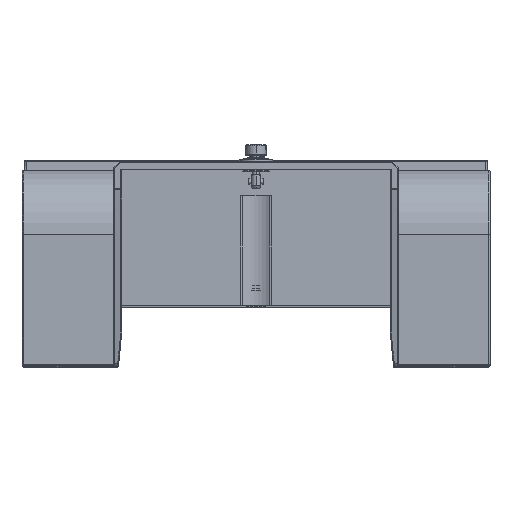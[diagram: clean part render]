
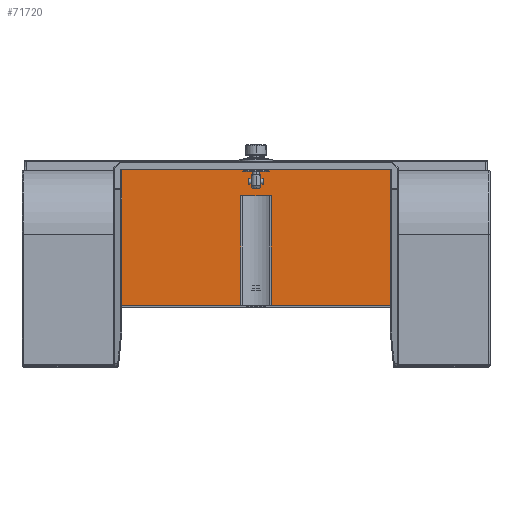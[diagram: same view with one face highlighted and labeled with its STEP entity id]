
A CAD part, top view. The second image highlights one B-rep face of the part: STEP entity #71720.
In plain terms, the highlighted planar face has unit normal (0, 0, 1).
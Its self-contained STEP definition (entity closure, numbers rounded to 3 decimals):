
#11758=DIRECTION('',(0.,-1.,0.));
#11759=VECTOR('',#11758,40.8);
#11760=CARTESIAN_POINT('',(40.3,-2.35,130.));
#11761=LINE('',#11760,#11759);
#12072=DIRECTION('',(-1.,0.,0.));
#12073=VECTOR('',#12072,35.782);
#12074=CARTESIAN_POINT('',(-4.518,-43.15,130.));
#12075=LINE('',#12074,#12073);
#12076=DIRECTION('',(-1.,0.,0.));
#12077=VECTOR('',#12076,35.782);
#12078=CARTESIAN_POINT('',(40.3,-43.15,130.));
#12079=LINE('',#12078,#12077);
#12080=DIRECTION('',(0.,-1.,0.));
#12081=VECTOR('',#12080,32.8);
#12082=CARTESIAN_POINT('',(4.518,-10.35,130.));
#12083=LINE('',#12082,#12081);
#12084=DIRECTION('',(0.,1.,0.));
#12085=VECTOR('',#12084,32.8);
#12086=CARTESIAN_POINT('',(-4.518,-43.15,130.));
#12087=LINE('',#12086,#12085);
#12088=DIRECTION('',(0.,-1.,0.));
#12089=VECTOR('',#12088,40.8);
#12090=CARTESIAN_POINT('',(-40.3,-2.35,130.));
#12091=LINE('',#12090,#12089);
#21604=DIRECTION('',(1.,0.,0.));
#21605=VECTOR('',#21604,80.6);
#21606=CARTESIAN_POINT('',(-40.3,-2.35,130.));
#21607=LINE('',#21606,#21605);
#38512=DIRECTION('',(1.,0.,0.));
#38513=VECTOR('',#38512,9.035);
#38514=CARTESIAN_POINT('',(-4.518,-10.35,130.));
#38515=LINE('',#38514,#38513);
#56627=CARTESIAN_POINT('',(-40.3,-2.35,130.));
#56628=CARTESIAN_POINT('',(40.3,-2.35,130.));
#56629=VERTEX_POINT('',#56627);
#56630=VERTEX_POINT('',#56628);
#56639=CARTESIAN_POINT('',(4.518,-10.35,130.));
#56640=VERTEX_POINT('',#56639);
#56641=CARTESIAN_POINT('',(-4.518,-10.35,130.));
#56642=VERTEX_POINT('',#56641);
#58473=CARTESIAN_POINT('',(-4.518,-43.15,130.));
#58474=CARTESIAN_POINT('',(-40.3,-43.15,130.));
#58475=VERTEX_POINT('',#58473);
#58476=VERTEX_POINT('',#58474);
#58491=CARTESIAN_POINT('',(4.518,-43.15,130.));
#58492=VERTEX_POINT('',#58491);
#58495=CARTESIAN_POINT('',(40.3,-43.15,130.));
#58496=VERTEX_POINT('',#58495);
#71699=CARTESIAN_POINT('',(40.3,-2.35,130.));
#71700=DIRECTION('',(0.,0.,1.));
#71701=DIRECTION('',(-1.,0.,0.));
#71702=AXIS2_PLACEMENT_3D('',#71699,#71700,#71701);
#71703=PLANE('',#71702);
#71704=ORIENTED_EDGE('',*,*,#71689,.T.);
#71706=ORIENTED_EDGE('',*,*,#71705,.F.);
#71708=ORIENTED_EDGE('',*,*,#71707,.T.);
#71709=ORIENTED_EDGE('',*,*,#71503,.T.);
#71711=ORIENTED_EDGE('',*,*,#71710,.T.);
#71713=ORIENTED_EDGE('',*,*,#71712,.F.);
#71715=ORIENTED_EDGE('',*,*,#71714,.F.);
#71717=ORIENTED_EDGE('',*,*,#71716,.F.);
#71718=EDGE_LOOP('',(#71704,#71706,#71708,#71709,#71711,#71713,#71715,#71717));
#71719=FACE_OUTER_BOUND('',#71718,.F.);
#71720=ADVANCED_FACE('',(#71719),#71703,.T.);
#71503=EDGE_CURVE('',#56630,#58496,#11761,.T.);
#71689=EDGE_CURVE('',#58475,#58476,#12075,.T.);
#71705=EDGE_CURVE('',#56629,#58476,#12091,.T.);
#71707=EDGE_CURVE('',#56629,#56630,#21607,.T.);
#71710=EDGE_CURVE('',#58496,#58492,#12079,.T.);
#71712=EDGE_CURVE('',#56640,#58492,#12083,.T.);
#71714=EDGE_CURVE('',#56642,#56640,#38515,.T.);
#71716=EDGE_CURVE('',#58475,#56642,#12087,.T.);
